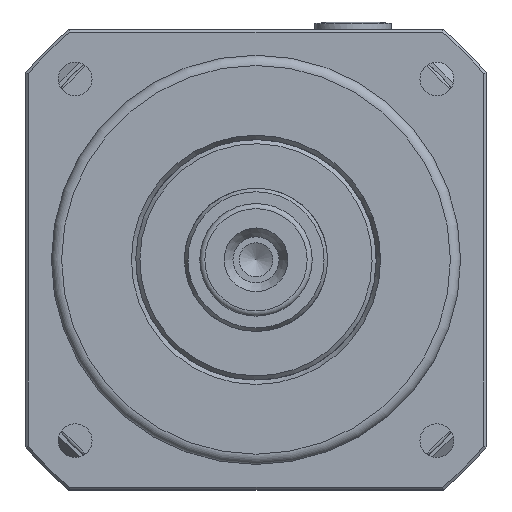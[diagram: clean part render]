
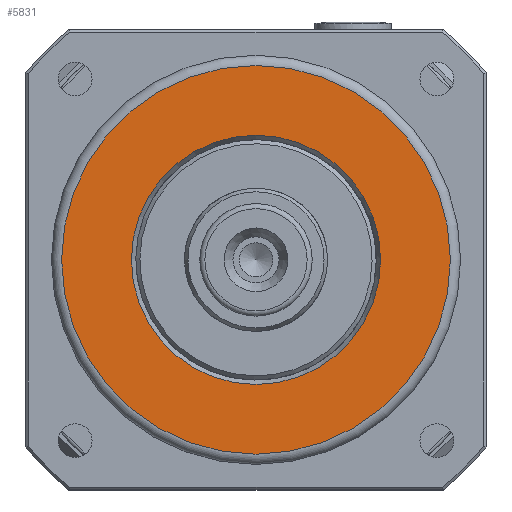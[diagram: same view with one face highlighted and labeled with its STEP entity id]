
A CAD part, left-side view. The second image highlights one B-rep face of the part: STEP entity #5831.
In plain terms, the highlighted planar face has unit normal (-1, 0, 0).
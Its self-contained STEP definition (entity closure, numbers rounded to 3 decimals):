
#870=PLANE('',#6440);
#1078=FACE_BOUND('',#1850,.T.);
#1347=FACE_OUTER_BOUND('',#1849,.T.);
#1849=EDGE_LOOP('',(#4449));
#1850=EDGE_LOOP('',(#4450));
#2313=CIRCLE('',#6439,24.366);
#2314=CIRCLE('',#6441,38.);
#2730=VERTEX_POINT('',#9936);
#2731=VERTEX_POINT('',#9939);
#3361=EDGE_CURVE('',#2730,#2730,#2313,.T.);
#3362=EDGE_CURVE('',#2731,#2731,#2314,.T.);
#4449=ORIENTED_EDGE('',*,*,#3362,.F.);
#4450=ORIENTED_EDGE('',*,*,#3361,.F.);
#5831=ADVANCED_FACE('',(#1347,#1078),#870,.F.);
#6439=AXIS2_PLACEMENT_3D('',#9937,#7685,#7686);
#6440=AXIS2_PLACEMENT_3D('',#9938,#7687,#7688);
#6441=AXIS2_PLACEMENT_3D('',#9940,#7689,#7690);
#7685=DIRECTION('center_axis',(-1.,0.,0.));
#7686=DIRECTION('ref_axis',(0.,0.,
-1.));
#7687=DIRECTION('center_axis',(1.,0.,0.));
#7688=DIRECTION('ref_axis',(0.,0.,-1.));
#7689=DIRECTION('center_axis',(1.,0.,0.));
#7690=DIRECTION('ref_axis',(0.,0.,
-1.));
#9936=CARTESIAN_POINT('',(-70.03,-32.393,35.216));
#9937=CARTESIAN_POINT('Origin',(-70.03,-32.393,10.85));
#9938=CARTESIAN_POINT('Origin',(-70.03,-32.393,10.85));
#9939=CARTESIAN_POINT('',(-70.03,-32.393,48.85));
#9940=CARTESIAN_POINT('Origin',(-70.03,-32.393,10.85));
